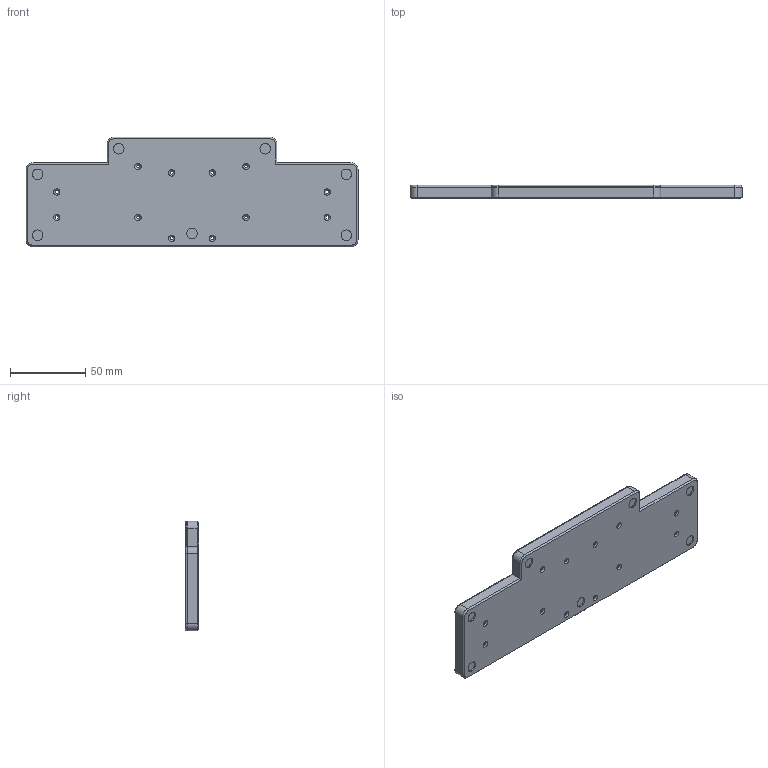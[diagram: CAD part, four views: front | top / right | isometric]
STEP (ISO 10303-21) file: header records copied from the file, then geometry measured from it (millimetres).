
FILE_DESCRIPTION(/* description */ ('STEP AP242','CAx-IF Rec.Pracs.---Representation and Presentation of Product Manufacturing Information (PMI)---4.0---2014-10-13','CAx-IF Rec.Pracs.---3D Tessellated Geometry---0.4---2014-09-14','2;1'),/* implementation_level */ '2;1');
FILE_NAME(/* name */ '65bbe045b9b2487ce8b1909b',/* time_stamp */ '2024-02-01T18:17:41Z',/* author */ (''),/* organization */ (''),/* preprocessor_version */ 'ST-DEVELOPER v19.4',/* originating_system */ ' ',/* authorisation */ ' ');
FILE_SCHEMA (('AP242_MANAGED_MODEL_BASED_3D_ENGINEERING_MIM_LF { 1 0 10303 442 1 1 4 }'));
Length unit declared in the file: metre
Products named in the file (1): kurp-case-low
Bounding box: 221 x 9 x 73 mm (x, y, z)
Volume: 35569.8 mm3; surface area: 37219.1 mm2
Topology: 1 solids, 1 shells, 119 faces, 294 edges, 182 vertices
Faces by surface type: cylinder 53, plane 38, cone 18, torus 10
Full cylindrical faces by diameter (mm): 2.2 x12, 7 x7
Entity records: 3397 total; most frequent: DIRECTION 617, CARTESIAN_POINT 581, ORIENTED_EDGE 514, EDGE_CURVE 257, AXIS2_PLACEMENT_3D 248, EDGE_LOOP 181, FACE_BOUND 181, VERTEX_POINT 176
